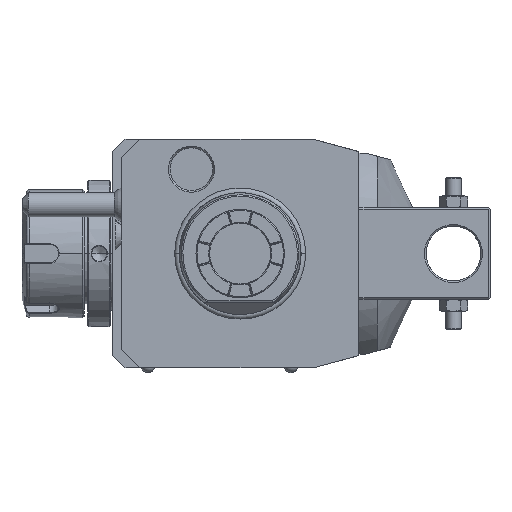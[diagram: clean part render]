
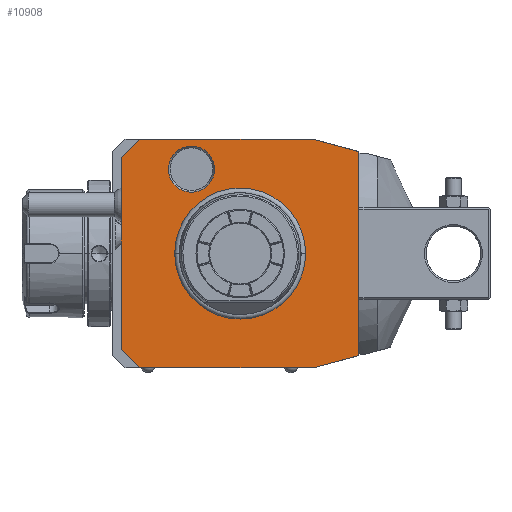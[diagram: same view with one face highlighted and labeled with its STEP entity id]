
A CAD part, front view. The second image highlights one B-rep face of the part: STEP entity #10908.
In plain terms, the highlighted planar face has unit normal (0, -1, 0).
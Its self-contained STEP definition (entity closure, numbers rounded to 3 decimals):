
#1=DIRECTION('',(-0.966,0.,0.259));
#2=VECTOR('',#1,15.529);
#3=CARTESIAN_POINT('',(39.,0.,33.481));
#4=LINE('',#3,#2);
#5=DIRECTION('',(0.,0.,1.));
#6=VECTOR('',#5,66.962);
#7=CARTESIAN_POINT('',(39.,0.,-33.481));
#8=LINE('',#7,#6);
#9=DIRECTION('',(0.966,0.,0.259));
#10=VECTOR('',#9,15.529);
#11=CARTESIAN_POINT('',(24.,0.,-37.5));
#12=LINE('',#11,#10);
#13=DIRECTION('',(1.,0.,0.));
#14=VECTOR('',#13,57.);
#15=CARTESIAN_POINT('',(-33.,0.,-37.5));
#16=LINE('',#15,#14);
#17=DIRECTION('',(0.707,0.,-0.707));
#18=VECTOR('',#17,8.485);
#19=CARTESIAN_POINT('',(-39.,0.,-31.5));
#20=LINE('',#19,#18);
#21=DIRECTION('',(0.,0.,-1.));
#22=VECTOR('',#21,63.);
#23=CARTESIAN_POINT('',(-39.,0.,31.5));
#24=LINE('',#23,#22);
#25=DIRECTION('',(-0.707,0.,-0.707));
#26=VECTOR('',#25,8.485);
#27=CARTESIAN_POINT('',(-33.,0.,37.5));
#28=LINE('',#27,#26);
#29=DIRECTION('',(-1.,0.,0.));
#30=VECTOR('',#29,57.);
#31=CARTESIAN_POINT('',(24.,0.,37.5));
#32=LINE('',#31,#30);
#33=CARTESIAN_POINT('',(-16.,0.,27.713));
#34=DIRECTION('',(0.,1.,0.));
#35=DIRECTION('',(1.,0.,0.));
#36=AXIS2_PLACEMENT_3D('',#33,#34,#35);
#38=CARTESIAN_POINT('',(-16.,0.,27.713));
#39=DIRECTION('',(0.,1.,0.));
#40=DIRECTION('',(-1.,0.,0.));
#41=AXIS2_PLACEMENT_3D('',#38,#39,#40);
#7458=CARTESIAN_POINT('',(0.,0.,0.));
#7459=DIRECTION('',(0.,1.,0.));
#7460=DIRECTION('',(-1.,0.,0.));
#7461=AXIS2_PLACEMENT_3D('',#7458,#7459,#7460);
#7463=CARTESIAN_POINT('',(0.,0.,0.));
#7464=DIRECTION('',(0.,1.,0.));
#7465=DIRECTION('',(1.,0.,0.));
#7466=AXIS2_PLACEMENT_3D('',#7463,#7464,#7465);
#9775=CARTESIAN_POINT('',(-8.423,0.,27.713));
#9776=CARTESIAN_POINT('',(-23.577,0.,27.713));
#9777=VERTEX_POINT('',#9775);
#9778=VERTEX_POINT('',#9776);
#10701=CARTESIAN_POINT('',(39.,0.,33.481));
#10702=CARTESIAN_POINT('',(24.,0.,37.5));
#10703=VERTEX_POINT('',#10701);
#10704=VERTEX_POINT('',#10702);
#10705=CARTESIAN_POINT('',(-33.,0.,37.5));
#10706=VERTEX_POINT('',#10705);
#10707=CARTESIAN_POINT('',(-39.,0.,31.5));
#10708=VERTEX_POINT('',#10707);
#10709=CARTESIAN_POINT('',(-39.,0.,-31.5));
#10710=VERTEX_POINT('',#10709);
#10711=CARTESIAN_POINT('',(-33.,0.,-37.5));
#10712=VERTEX_POINT('',#10711);
#10713=CARTESIAN_POINT('',(24.,0.,-37.5));
#10714=VERTEX_POINT('',#10713);
#10715=CARTESIAN_POINT('',(39.,0.,-33.481));
#10716=VERTEX_POINT('',#10715);
#10765=CARTESIAN_POINT('',(-21.137,0.,0.));
#10766=CARTESIAN_POINT('',(21.137,0.,0.));
#10767=VERTEX_POINT('',#10765);
#10768=VERTEX_POINT('',#10766);
#10873=CARTESIAN_POINT('',(0.,0.,0.));
#10874=DIRECTION('',(0.,-1.,0.));
#10875=DIRECTION('',(-1.,0.,0.));
#10876=AXIS2_PLACEMENT_3D('',#10873,#10874,#10875);
#10877=PLANE('',#10876);
#10879=ORIENTED_EDGE('',*,*,#10878,.F.);
#10881=ORIENTED_EDGE('',*,*,#10880,.F.);
#10883=ORIENTED_EDGE('',*,*,#10882,.F.);
#10885=ORIENTED_EDGE('',*,*,#10884,.F.);
#10887=ORIENTED_EDGE('',*,*,#10886,.F.);
#10889=ORIENTED_EDGE('',*,*,#10888,.F.);
#10891=ORIENTED_EDGE('',*,*,#10890,.F.);
#10893=ORIENTED_EDGE('',*,*,#10892,.F.);
#10894=EDGE_LOOP('',(#10879,#10881,#10883,#10885,#10887,#10889,#10891,#10893));
#10895=FACE_OUTER_BOUND('',#10894,.F.);
#10897=ORIENTED_EDGE('',*,*,#10896,.F.);
#10899=ORIENTED_EDGE('',*,*,#10898,.F.);
#10900=EDGE_LOOP('',(#10897,#10899));
#10901=FACE_BOUND('',#10900,.F.);
#10903=ORIENTED_EDGE('',*,*,#10902,.F.);
#10905=ORIENTED_EDGE('',*,*,#10904,.F.);
#10906=EDGE_LOOP('',(#10903,#10905));
#10907=FACE_BOUND('',#10906,.F.);
#37=CIRCLE('',#36,7.577);
#42=CIRCLE('',#41,7.577);
#7462=CIRCLE('',#7461,21.137);
#7467=CIRCLE('',#7466,21.137);
#10878=EDGE_CURVE('',#10703,#10704,#4,.T.);
#10880=EDGE_CURVE('',#10716,#10703,#8,.T.);
#10882=EDGE_CURVE('',#10714,#10716,#12,.T.);
#10884=EDGE_CURVE('',#10712,#10714,#16,.T.);
#10886=EDGE_CURVE('',#10710,#10712,#20,.T.);
#10888=EDGE_CURVE('',#10708,#10710,#24,.T.);
#10890=EDGE_CURVE('',#10706,#10708,#28,.T.);
#10892=EDGE_CURVE('',#10704,#10706,#32,.T.);
#10896=EDGE_CURVE('',#10767,#10768,#7462,.T.);
#10898=EDGE_CURVE('',#10768,#10767,#7467,.T.);
#10902=EDGE_CURVE('',#9777,#9778,#37,.T.);
#10904=EDGE_CURVE('',#9778,#9777,#42,.T.);
#10908=ADVANCED_FACE('',(#10895,#10901,#10907),#10877,.T.);
